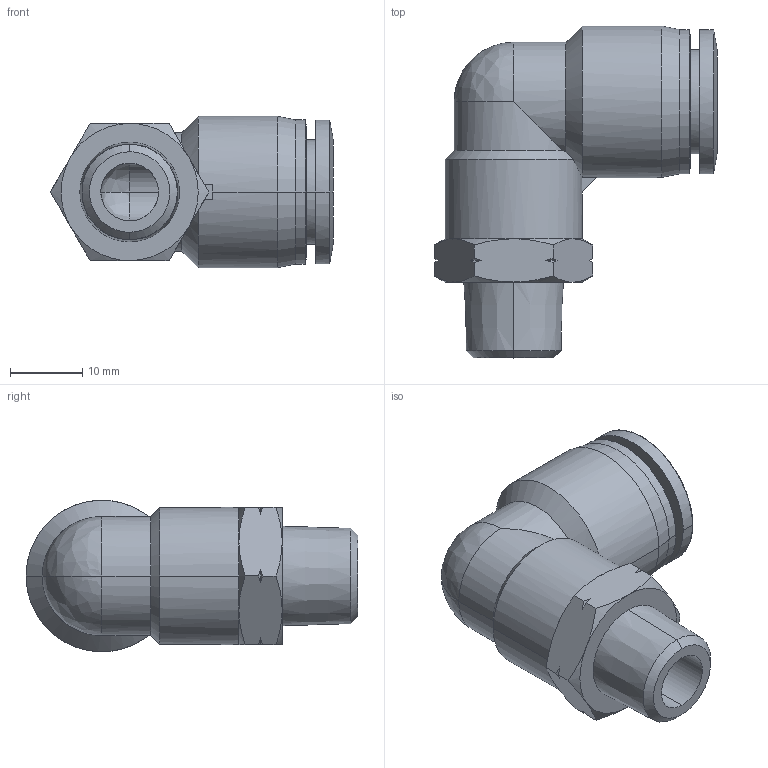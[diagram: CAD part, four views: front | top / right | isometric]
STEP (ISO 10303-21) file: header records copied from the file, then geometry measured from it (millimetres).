
FILE_DESCRIPTION (( 'STEP AP214' ), '1' );
FILE_NAME ('ME12-14N.step', '2016-02-24T20:41:03', ( '' ), ( '' ), 'SwSTEP 2.0', 'SolidWorks 2015', '' );
FILE_SCHEMA (( 'AUTOMOTIVE_DESIGN' ));
Length unit declared in the file: inch
Products named in the file (1): ME12-14N
Bounding box: 39.22 x 46 x 21 mm (x, y, z)
Volume: 11165.9 mm3; surface area: 6283.9 mm2
Topology: 1 solids, 1 shells, 81 faces, 205 edges, 125 vertices
Faces by surface type: cone 39, cylinder 20, plane 14, bspline 8
Entity records: 4770 total; most frequent: CARTESIAN_POINT 1901, ORIENTED_EDGE 402, DIRECTION 329, EDGE_CURVE 201, AXIS2_PLACEMENT_3D 140, VERTEX_POINT 125, EDGE_LOOP 86, B_SPLINE_CURVE_WITH_KNOTS 85
